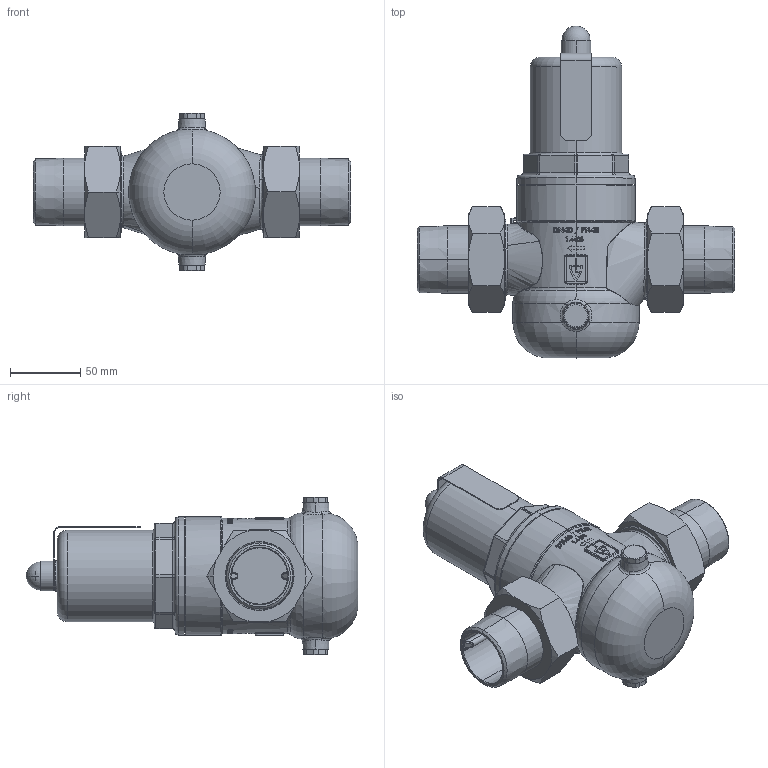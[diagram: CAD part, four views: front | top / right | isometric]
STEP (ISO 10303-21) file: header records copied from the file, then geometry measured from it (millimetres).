
FILE_DESCRIPTION (( 'STEP AP214' ), '1' );
FILE_NAME ('430mGFO-40 Dummy.STEP', '2012-02-22T13:05:31', ( 'Blankenhorn' ), ( '' ), 'SwSTEP 2.0', 'SolidWorks 2011', '' );
FILE_SCHEMA (( 'AUTOMOTIVE_DESIGN' ));
Length unit declared in the file: millimetre
Products named in the file (1): 430mGFO-40 Dummy
Bounding box: 226 x 236.2 x 112 mm (x, y, z)
Volume: 487362.2 mm3; surface area: 213939.4 mm2
Topology: 12 solids, 12 shells, 1208 faces, 2988 edges, 1853 vertices
Faces by surface type: plane 412, bspline 299, cylinder 278, cone 125, torus 84, sphere 10
Entity records: 68655 total; most frequent: CARTESIAN_POINT 28758, ORIENTED_EDGE 5906, DIRECTION 4917, EDGE_CURVE 2953, AXIS2_PLACEMENT_3D 1876, VERTEX_POINT 1850, EDGE_LOOP 1317, UNCERTAINTY_MEASURE_WITH_UNIT 1222
